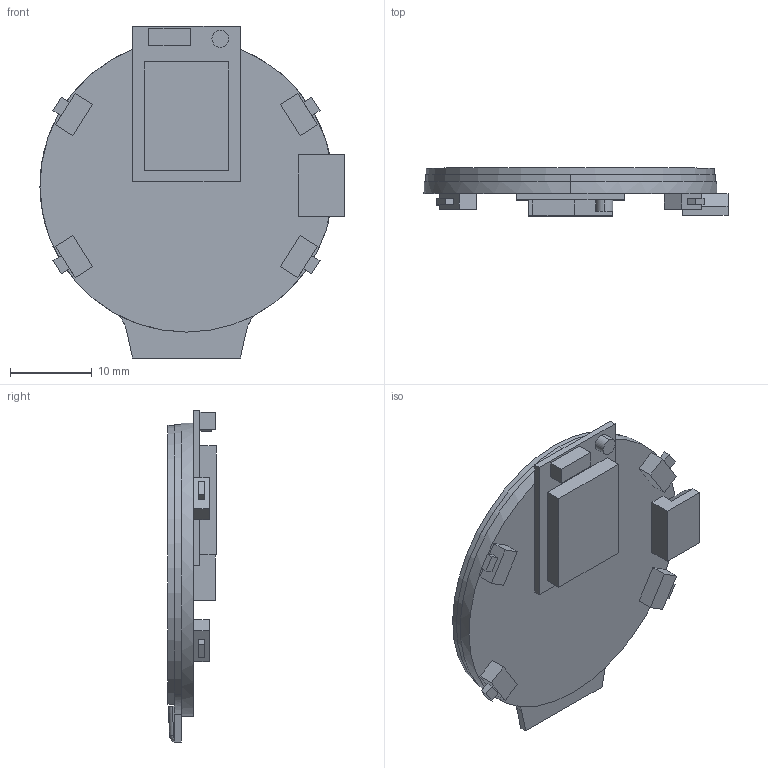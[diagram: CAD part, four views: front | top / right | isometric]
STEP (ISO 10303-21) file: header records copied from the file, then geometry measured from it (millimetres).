
FILE_DESCRIPTION (( 'STEP AP214' ), '1' );
FILE_NAME ('watch_core.STEP', '2021-05-13T16:59:29', ( '' ), ( '' ), 'SwSTEP 2.0', 'SolidWorks 2020', '' );
FILE_SCHEMA (( 'AUTOMOTIVE_DESIGN' ));
Length unit declared in the file: millimetre
Products named in the file (1): watch_core
Bounding box: 37.16 x 5.87 x 40.57 mm (x, y, z)
Volume: 3857.7 mm3; surface area: 2951.2 mm2
Topology: 1 solids, 1 shells, 94 faces, 230 edges, 150 vertices
Faces by surface type: plane 80, cylinder 12, bspline 2
Entity records: 3430 total; most frequent: CARTESIAN_POINT 541, ORIENTED_EDGE 460, DIRECTION 436, EDGE_CURVE 230, LINE 194, VECTOR 194, VERTEX_POINT 150, AXIS2_PLACEMENT_3D 121
